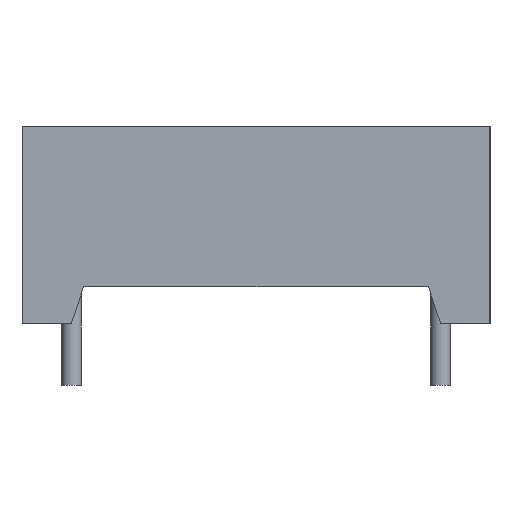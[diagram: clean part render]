
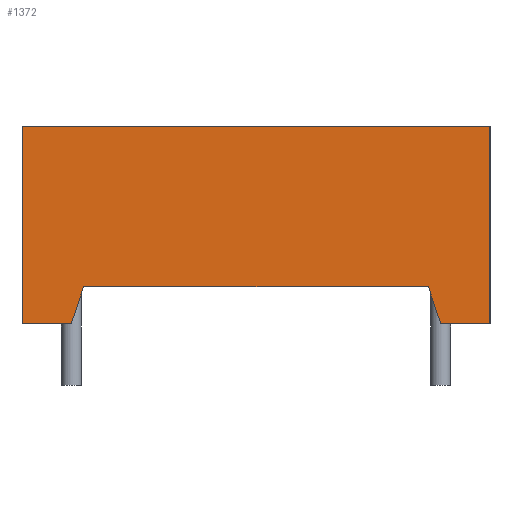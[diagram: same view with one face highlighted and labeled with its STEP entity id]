
A CAD part, left-side view. The second image highlights one B-rep face of the part: STEP entity #1372.
In plain terms, the highlighted planar face has unit normal (-1, 0, 0).
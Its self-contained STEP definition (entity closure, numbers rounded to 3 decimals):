
#1372=ADVANCED_FACE('',(#3194),#3196,.T.);
#3194=FACE_BOUND('',#3195,.T.);
#3195=EDGE_LOOP('',(#4528,#4529,#4530,#4531,#4532,#4533,#4534,#4535));
#3196=PLANE('',#3197);
#3197=AXIS2_PLACEMENT_3D('',#3198,#3199,#3200);
#3198=CARTESIAN_POINT('',(-25.,9.5,0.));
#3199=DIRECTION('',(-1.,0.,0.));
#3200=DIRECTION('',(0.,-1.,0.));
#4528=ORIENTED_EDGE('',*,*,#5277,.T.);
#4529=ORIENTED_EDGE('',*,*,#5278,.T.);
#4530=ORIENTED_EDGE('',*,*,#5262,.T.);
#4531=ORIENTED_EDGE('',*,*,#4837,.F.);
#4532=ORIENTED_EDGE('',*,*,#5274,.F.);
#4533=ORIENTED_EDGE('',*,*,#5279,.T.);
#4534=ORIENTED_EDGE('',*,*,#5280,.T.);
#4535=ORIENTED_EDGE('',*,*,#5281,.T.);
#4837=EDGE_CURVE('',#5355,#5350,#5357,.T.);
#5262=EDGE_CURVE('',#6070,#5350,#6071,.T.);
#5274=EDGE_CURVE('',#6091,#5355,#6093,.T.);
#5277=EDGE_CURVE('',#6097,#6098,#6099,.F.);
#5278=EDGE_CURVE('',#6098,#6070,#6100,.T.);
#5279=EDGE_CURVE('',#6091,#6101,#6102,.T.);
#5280=EDGE_CURVE('',#6101,#6103,#6104,.F.);
#5281=EDGE_CURVE('',#6103,#6097,#6105,.F.);
#5350=VERTEX_POINT('',#6222);
#5355=VERTEX_POINT('',#6231);
#5357=LINE('',#6235,#6236);
#6070=VERTEX_POINT('',#7842);
#6071=LINE('',#7843,#7844);
#6091=VERTEX_POINT('',#7885);
#6093=LINE('',#7889,#7890);
#6097=VERTEX_POINT('',#7899);
#6098=VERTEX_POINT('',#7900);
#6099=LINE('',#7901,#7902);
#6100=LINE('',#7904,#7905);
#6101=VERTEX_POINT('',#7907);
#6102=LINE('',#7908,#7909);
#6103=VERTEX_POINT('',#7911);
#6104=LINE('',#7912,#7913);
#6105=LINE('',#7915,#7916);
#6222=CARTESIAN_POINT('',(-25.,-9.5,8.));
#6231=CARTESIAN_POINT('',(-25.,9.5,8.));
#6235=CARTESIAN_POINT('',(-25.,9.5,8.));
#6236=VECTOR('',#6237,1.);
#6237=DIRECTION('',(0.,-1.,0.));
#7842=CARTESIAN_POINT('',(-25.,-9.5,0.));
#7843=CARTESIAN_POINT('',(-25.,-9.5,0.));
#7844=VECTOR('',#7845,1.);
#7845=DIRECTION('',(0.,0.,1.));
#7885=CARTESIAN_POINT('',(-25.,9.5,0.));
#7889=CARTESIAN_POINT('',(-25.,9.5,0.));
#7890=VECTOR('',#7891,1.);
#7891=DIRECTION('',(0.,0.,1.));
#7899=CARTESIAN_POINT('',(-25.,-7.,1.5));
#7900=CARTESIAN_POINT('',(-25.,-7.5,0.));
#7901=CARTESIAN_POINT('',(-25.,-7.5,0.));
#7902=VECTOR('',#7903,1.);
#7903=DIRECTION('',(0.,0.316,0.949));
#7904=CARTESIAN_POINT('',(-25.,-7.5,0.));
#7905=VECTOR('',#7906,1.);
#7906=DIRECTION('',(0.,-1.,0.));
#7907=CARTESIAN_POINT('',(-25.,7.5,0.));
#7908=CARTESIAN_POINT('',(-25.,9.5,0.));
#7909=VECTOR('',#7910,1.);
#7910=DIRECTION('',(0.,-1.,0.));
#7911=CARTESIAN_POINT('',(-25.,7.,1.5));
#7912=CARTESIAN_POINT('',(-25.,7.,1.5));
#7913=VECTOR('',#7914,1.);
#7914=DIRECTION('',(0.,0.316,-0.949));
#7915=CARTESIAN_POINT('',(-25.,-7.,1.5));
#7916=VECTOR('',#7917,1.);
#7917=DIRECTION('',(0.,1.,0.));
